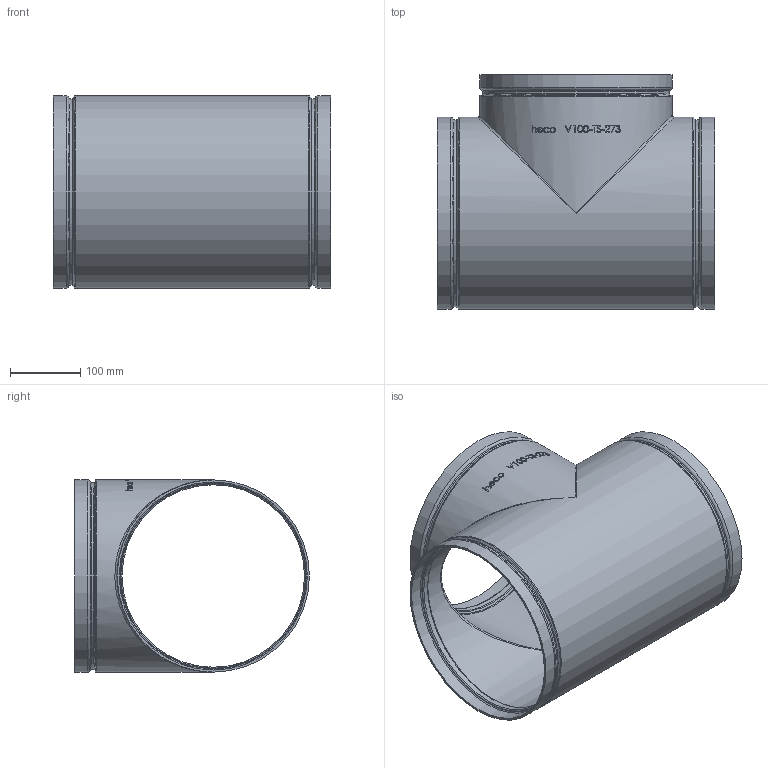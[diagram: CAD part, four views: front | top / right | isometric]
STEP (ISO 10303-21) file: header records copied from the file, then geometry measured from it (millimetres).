
FILE_DESCRIPTION (( 'STEP AP214' ), '1' );
FILE_NAME ('V100-TS-273-x Typ E492 DN250 1000 Ø273,0 1812.STEP', '2018-12-14T10:07:22', ( '' ), ( '' ), 'SwSTEP 2.0', 'SolidWorks 2016', '' );
FILE_SCHEMA (( 'AUTOMOTIVE_DESIGN' ));
Length unit declared in the file: inch
Products named in the file (1): V100-TS-273-x Typ E492 DN250 1000 Ø273,0 1812
Bounding box: 393.7 x 333.38 x 273.07 mm (x, y, z)
Volume: 1097578 mm3; surface area: 735405.4 mm2
Topology: 1 solids, 1 shells, 222 faces, 567 edges, 362 vertices
Faces by surface type: bspline 107, plane 50, cylinder 35, torus 24, cone 6
Full cylindrical faces by diameter (mm): 259.182 x3, 265.176 x3, 267.056 x5, 273.05 x5
Entity records: 32512 total; most frequent: CARTESIAN_POINT 26196, ORIENTED_EDGE 1000, DIRECTION 504, EDGE_CURVE 500, VERTEX_POINT 349, B_SPLINE_CURVE_WITH_KNOTS 327, EDGE_LOOP 295, FACE_OUTER_BOUND 262
